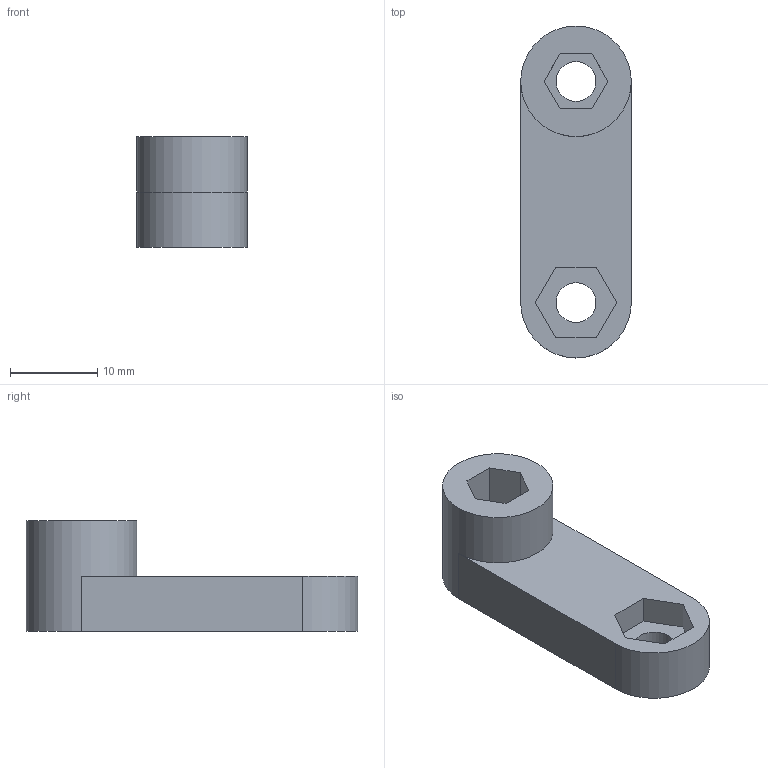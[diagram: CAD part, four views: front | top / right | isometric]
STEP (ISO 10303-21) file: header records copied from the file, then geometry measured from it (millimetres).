
FILE_DESCRIPTION(/* description */ (''),/* implementation_level */ '2;1');
FILE_NAME(/* name */ 'Claw Support.step',/* time_stamp */ '2024-06-28T04:26:02-05:00',/* author */ (''),/* organization */ (''),/* preprocessor_version */ 'ST-DEVELOPER v20',/* originating_system */ 'Autodesk Translation Framework v13.14.0.145',/* authorisation */ '');
FILE_SCHEMA (('AUTOMOTIVE_DESIGN { 1 0 10303 214 3 1 1 }'));
Length unit declared in the file: inch
Products named in the file (1): FusionComponent
Bounding box: 12.7 x 38.1 x 12.7 mm (x, y, z)
Volume: 3097.9 mm3; surface area: 2027.9 mm2
Topology: 1 solids, 1 shells, 23 faces, 56 edges, 37 vertices
Faces by surface type: plane 19, cylinder 4
Full cylindrical faces by diameter (mm): 4.572 x2, 12.7 x1
Entity records: 721 total; most frequent: CARTESIAN_POINT 117, DIRECTION 113, ORIENTED_EDGE 112, EDGE_CURVE 56, LINE 47, VECTOR 47, VERTEX_POINT 37, AXIS2_PLACEMENT_3D 33
